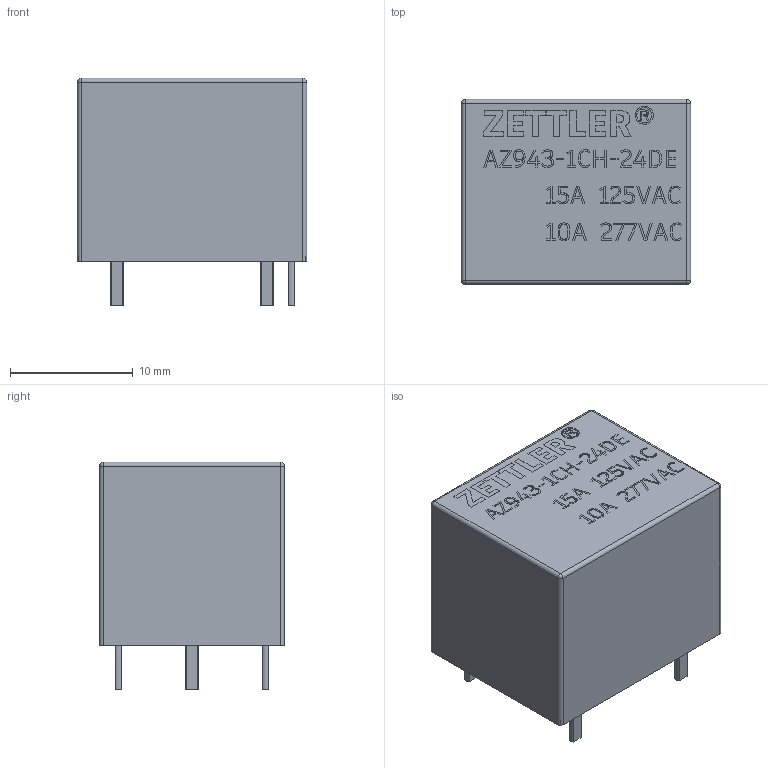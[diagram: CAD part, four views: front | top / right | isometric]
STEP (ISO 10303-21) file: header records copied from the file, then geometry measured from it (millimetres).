
FILE_DESCRIPTION(/* description */ (''),/* implementation_level */ '2;1');
FILE_NAME(/* name */ 'Relay - Zettler - AZ943.step',/* time_stamp */ '2019-03-27T14:41:19-07:00',/* author */ (''),/* organization */ (''),/* preprocessor_version */ 'ST-DEVELOPER v17.2',/* originating_system */ 'Autodesk Translation Framework v7.6.0.251',/* authorisation */ '');
FILE_SCHEMA (('AUTOMOTIVE_DESIGN { 1 0 10303 214 3 1 1 }'));
Length unit declared in the file: millimetre
Products named in the file (1): Relay - Zettler - AZ943
Bounding box: 18.69 x 15.09 x 18.55 mm (x, y, z)
Volume: 4070.7 mm3; surface area: 2069.9 mm2
Topology: 1 solids, 21 shells, 893 faces, 2371 edges, 1574 vertices
Faces by surface type: plane 573, bspline 302, cylinder 18
Entity records: 31130 total; most frequent: CARTESIAN_POINT 10861, ORIENTED_EDGE 4734, DIRECTION 2991, EDGE_CURVE 2367, LINE 1735, VECTOR 1735, VERTEX_POINT 1574, EDGE_LOOP 963
